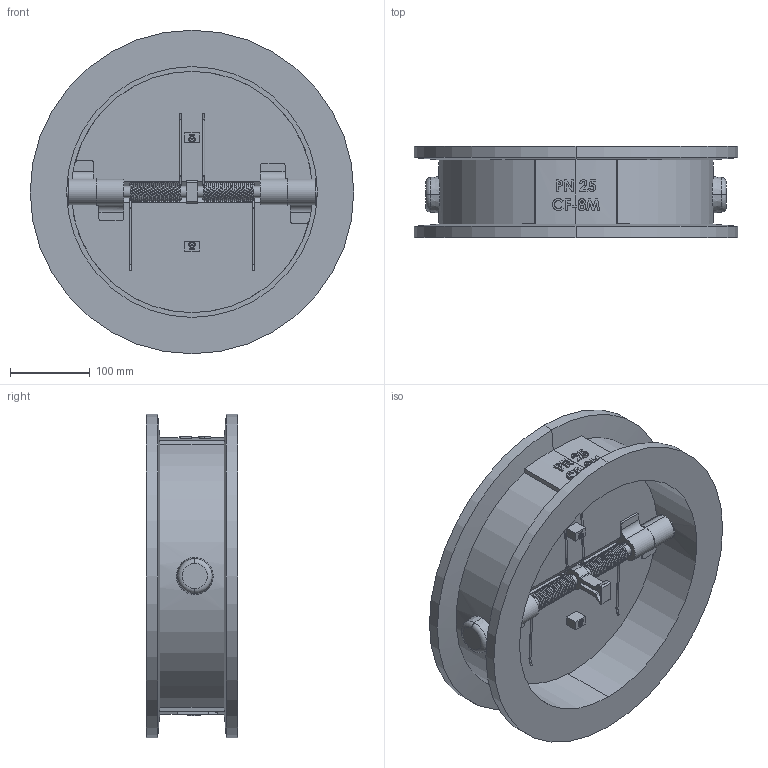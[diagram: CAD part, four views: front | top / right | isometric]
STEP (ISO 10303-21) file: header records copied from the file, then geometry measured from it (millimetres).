
FILE_DESCRIPTION (( 'STEP AP203' ), '1' );
FILE_NAME ('WAFER DN300.STEP', '2017-07-20T07:03:35', ( '' ), ( '' ), 'SwSTEP 2.0', 'SolidWorks 2017', '' );
FILE_SCHEMA (( 'CONFIG_CONTROL_DESIGN' ));
Length unit declared in the file: millimetre
Products named in the file (1): WAFER DN300
Bounding box: 405 x 114 x 405 mm (x, y, z)
Volume: 5054053.4 mm3; surface area: 777160.6 mm2
Topology: 14 solids, 14 shells, 813 faces, 2099 edges, 1367 vertices
Faces by surface type: plane 345, bspline 252, cylinder 178, torus 28, cone 10
Entity records: 58770 total; most frequent: CARTESIAN_POINT 40312, ORIENTED_EDGE 4198, DIRECTION 3155, EDGE_CURVE 2099, VERTEX_POINT 1367, VECTOR 1061, LINE 1061, AXIS2_PLACEMENT_3D 1047
